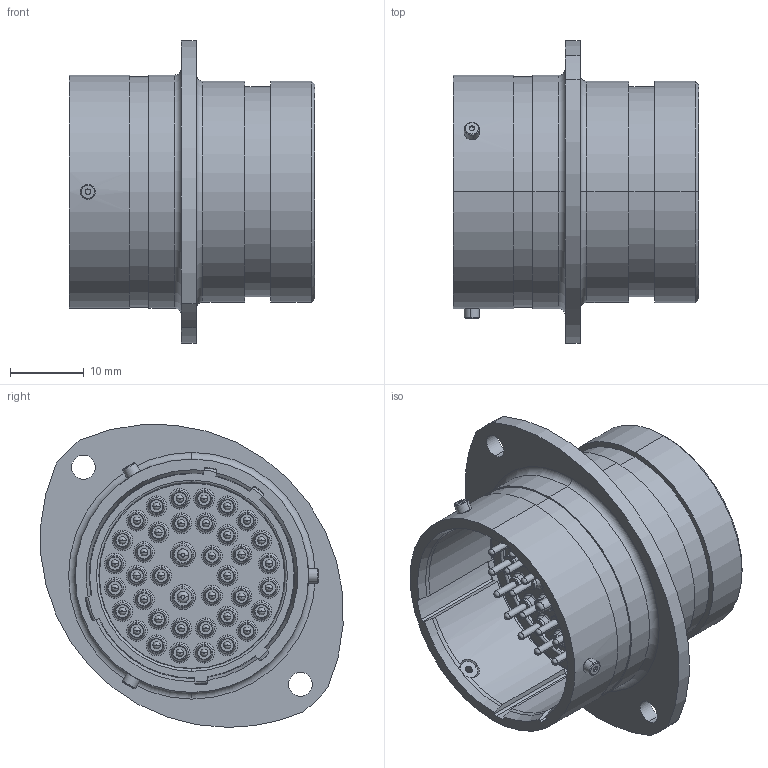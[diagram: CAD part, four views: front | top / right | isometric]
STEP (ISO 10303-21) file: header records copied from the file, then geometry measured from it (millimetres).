
FILE_DESCRIPTION (( 'STEP AP214' ), '1' );
FILE_NAME ('AS020-39PA.STEP', '2019-08-27T13:52:20', ( 'TE Connectivity' ), ( 'TE Connectivity' ), 'SwSTEP 2.0', 'SolidWorks 2016', '' );
FILE_SCHEMA (( 'AUTOMOTIVE_DESIGN' ));
Length unit declared in the file: millimetre
Products named in the file (1): AS020-39PA
Bounding box: 33.31 x 40.96 x 41.04 mm (x, y, z)
Volume: 15265.5 mm3; surface area: 16672 mm2
Topology: 49 solids, 49 shells, 2094 faces, 4412 edges, 2503 vertices
Faces by surface type: torus 730, cylinder 654, cone 488, plane 210, sphere 12
Entity records: 80383 total; most frequent: DIRECTION 11755, CARTESIAN_POINT 9280, ORIENTED_EDGE 8812, AXIS2_PLACEMENT_3D 5292, EDGE_CURVE 4406, CIRCLE 3197, VERTEX_POINT 2503, EDGE_LOOP 2437
